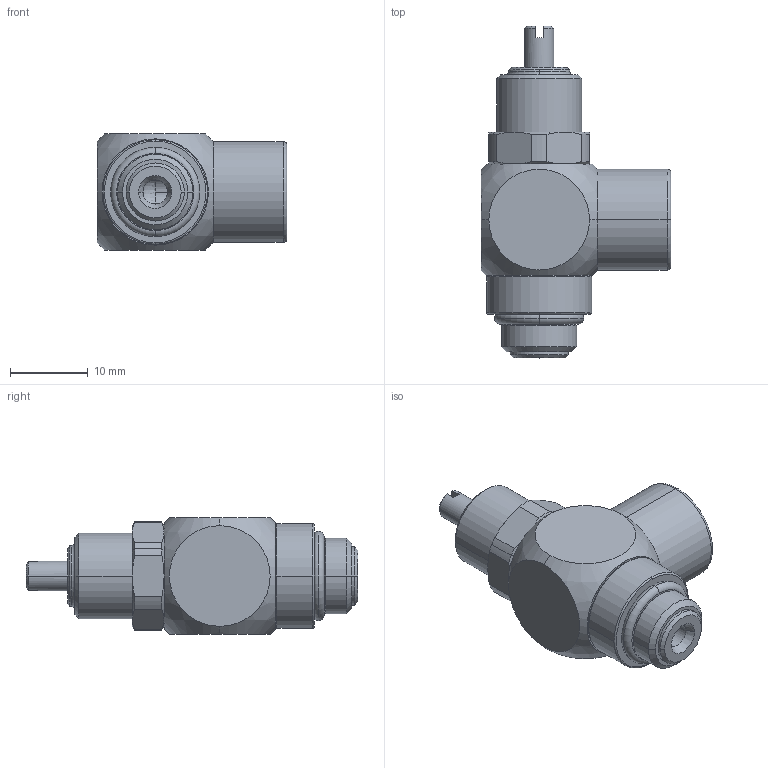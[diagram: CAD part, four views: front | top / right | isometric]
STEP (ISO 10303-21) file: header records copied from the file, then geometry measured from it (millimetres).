
FILE_DESCRIPTION(('STEP AP214'),'1');
FILE_NAME('7810_10_10.stp','2016-07-07T14:20:01',('TraceParts'),('TraceParts S.A.'),'Spatial InterOp 3D',' ',' ');
FILE_SCHEMA(('automotive_design'));
Length unit declared in the file: millimetre
Products named in the file (1): 1
Bounding box: 24.49 x 42.8 x 15 mm (x, y, z)
Volume: 5884.1 mm3; surface area: 2928.1 mm2
Topology: 1 solids, 1 shells, 107 faces, 257 edges, 162 vertices
Faces by surface type: cone 34, cylinder 30, plane 26, torus 14, sphere 3
Entity records: 3199 total; most frequent: CARTESIAN_POINT 629, DIRECTION 606, ORIENTED_EDGE 510, AXIS2_PLACEMENT_3D 271, EDGE_CURVE 255, VERTEX_POINT 162, CIRCLE 161, EDGE_LOOP 121
